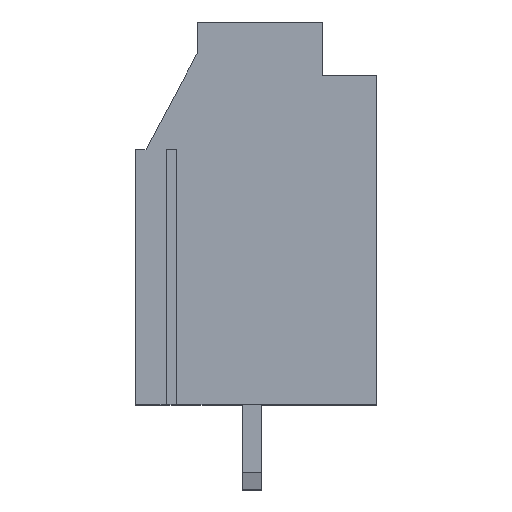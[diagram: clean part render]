
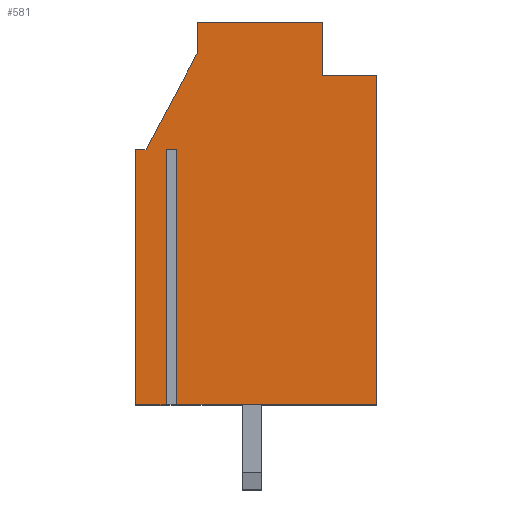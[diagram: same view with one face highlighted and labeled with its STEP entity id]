
A CAD part, top view. The second image highlights one B-rep face of the part: STEP entity #581.
In plain terms, the highlighted planar face has unit normal (0, 0, 1).
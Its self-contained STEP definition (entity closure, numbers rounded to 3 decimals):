
#581 = ADVANCED_FACE( '', ( #1116 ), #1117, .T. );
#1116 = FACE_OUTER_BOUND( '', #1625, .T. );
#1117 = PLANE( '', #1626 );
#1625 = EDGE_LOOP( '', ( #3212, #3213, #3214, #3215, #3216, #3217, #3218, #3219, #3220, #3221, #3222, #3223, #3224 ) );
#1626 = AXIS2_PLACEMENT_3D( '', #3225, #3226, #3227 );
#3212 = ORIENTED_EDGE( '', *, *, #3500, .T. );
#3213 = ORIENTED_EDGE( '', *, *, #3849, .T. );
#3214 = ORIENTED_EDGE( '', *, *, #3695, .T. );
#3215 = ORIENTED_EDGE( '', *, *, #3876, .T. );
#3216 = ORIENTED_EDGE( '', *, *, #3854, .T. );
#3217 = ORIENTED_EDGE( '', *, *, #3888, .T. );
#3218 = ORIENTED_EDGE( '', *, *, #3797, .T. );
#3219 = ORIENTED_EDGE( '', *, *, #3306, .T. );
#3220 = ORIENTED_EDGE( '', *, *, #3622, .T. );
#3221 = ORIENTED_EDGE( '', *, *, #3721, .T. );
#3222 = ORIENTED_EDGE( '', *, *, #3355, .T. );
#3223 = ORIENTED_EDGE( '', *, *, #3689, .T. );
#3224 = ORIENTED_EDGE( '', *, *, #3851, .T. );
#3225 = CARTESIAN_POINT( '', ( 5.675, 9., 2.54 ) );
#3226 = DIRECTION( '', ( 0., 0., 1. ) );
#3227 = DIRECTION( '', ( 1., 0., 0. ) );
#3306 = EDGE_CURVE( '', #3997, #3995, #3998, .T. );
#3355 = EDGE_CURVE( '', #4077, #4075, #4078, .T. );
#3500 = EDGE_CURVE( '', #4321, #4322, #4323, .T. );
#3622 = EDGE_CURVE( '', #3995, #4511, #4513, .T. );
#3689 = EDGE_CURVE( '', #4075, #4606, #4608, .T. );
#3695 = EDGE_CURVE( '', #4618, #4616, #4619, .T. );
#3721 = EDGE_CURVE( '', #4511, #4077, #4650, .T. );
#3797 = EDGE_CURVE( '', #4749, #3997, #4750, .T. );
#3849 = EDGE_CURVE( '', #4322, #4618, #4807, .T. );
#3851 = EDGE_CURVE( '', #4606, #4321, #4809, .T. );
#3854 = EDGE_CURVE( '', #4813, #4811, #4814, .T. );
#3876 = EDGE_CURVE( '', #4616, #4813, #4836, .T. );
#3888 = EDGE_CURVE( '', #4811, #4749, #4848, .T. );
#3995 = VERTEX_POINT( '', #4999 );
#3997 = VERTEX_POINT( '', #5002 );
#3998 = LINE( '', #5003, #5004 );
#4075 = VERTEX_POINT( '', #5116 );
#4077 = VERTEX_POINT( '', #5119 );
#4078 = LINE( '', #5120, #5121 );
#4321 = VERTEX_POINT( '', #5476 );
#4322 = VERTEX_POINT( '', #5477 );
#4323 = LINE( '', #5478, #5479 );
#4511 = VERTEX_POINT( '', #5756 );
#4513 = LINE( '', #5759, #5760 );
#4606 = VERTEX_POINT( '', #5897 );
#4608 = LINE( '', #5900, #5901 );
#4616 = VERTEX_POINT( '', #5913 );
#4618 = VERTEX_POINT( '', #5916 );
#4619 = LINE( '', #5917, #5918 );
#4650 = LINE( '', #5964, #5965 );
#4749 = VERTEX_POINT( '', #6111 );
#4750 = LINE( '', #6112, #6113 );
#4807 = LINE( '', #6198, #6199 );
#4809 = LINE( '', #6201, #6202 );
#4811 = VERTEX_POINT( '', #6204 );
#4813 = VERTEX_POINT( '', #6207 );
#4814 = LINE( '', #6208, #6209 );
#4836 = LINE( '', #6239, #6240 );
#4848 = LINE( '', #6252, #6253 );
#4999 = CARTESIAN_POINT( '', ( 2.9, 16.5, 2.54 ) );
#5002 = CARTESIAN_POINT( '', ( 2.9, 18., 2.54 ) );
#5003 = CARTESIAN_POINT( '', ( 2.9, 18., 2.54 ) );
#5004 = VECTOR( '', #6314, 1000. );
#5116 = CARTESIAN_POINT( '', ( 0., 0., 2.54 ) );
#5119 = CARTESIAN_POINT( '', ( 0., 12., 2.54 ) );
#5120 = CARTESIAN_POINT( '', ( 0., 12., 2.54 ) );
#5121 = VECTOR( '', #6354, 1000. );
#5476 = CARTESIAN_POINT( '', ( 1.446, 12., 2.54 ) );
#5477 = CARTESIAN_POINT( '', ( 1.954, 12., 2.54 ) );
#5478 = CARTESIAN_POINT( '', ( 1.446, 12., 2.54 ) );
#5479 = VECTOR( '', #6491, 1000. );
#5756 = CARTESIAN_POINT( '', ( 0.5, 12., 2.54 ) );
#5759 = CARTESIAN_POINT( '', ( 2.9, 16.5, 2.54 ) );
#5760 = VECTOR( '', #6609, 1000. );
#5897 = CARTESIAN_POINT( '', ( 1.446, 0., 2.54 ) );
#5900 = CARTESIAN_POINT( '', ( 0., 0., 2.54 ) );
#5901 = VECTOR( '', #6661, 1000. );
#5913 = CARTESIAN_POINT( '', ( 11.35, 0., 2.54 ) );
#5916 = CARTESIAN_POINT( '', ( 1.954, 0., 2.54 ) );
#5917 = CARTESIAN_POINT( '', ( 1.954, 0., 2.54 ) );
#5918 = VECTOR( '', #6667, 1000. );
#5964 = CARTESIAN_POINT( '', ( 0.5, 12., 2.54 ) );
#5965 = VECTOR( '', #6686, 1000. );
#6111 = CARTESIAN_POINT( '', ( 8.8, 18., 2.54 ) );
#6112 = CARTESIAN_POINT( '', ( 8.8, 18., 2.54 ) );
#6113 = VECTOR( '', #6749, 1000. );
#6198 = CARTESIAN_POINT( '', ( 1.954, 12., 2.54 ) );
#6199 = VECTOR( '', #6787, 1000. );
#6201 = CARTESIAN_POINT( '', ( 1.446, 0., 2.54 ) );
#6202 = VECTOR( '', #6788, 1000. );
#6204 = CARTESIAN_POINT( '', ( 8.8, 15.5, 2.54 ) );
#6207 = CARTESIAN_POINT( '', ( 11.35, 15.5, 2.54 ) );
#6208 = CARTESIAN_POINT( '', ( 11.35, 15.5, 2.54 ) );
#6209 = VECTOR( '', #6790, 1000. );
#6239 = CARTESIAN_POINT( '', ( 11.35, 0., 2.54 ) );
#6240 = VECTOR( '', #6799, 1000. );
#6252 = CARTESIAN_POINT( '', ( 8.8, 15.5, 2.54 ) );
#6253 = VECTOR( '', #6800, 1000. );
#6314 = DIRECTION( '', ( 0., -1., 0. ) );
#6354 = DIRECTION( '', ( 0., -1., 0. ) );
#6491 = DIRECTION( '', ( 1., 0., 0. ) );
#6609 = DIRECTION( '', ( -0.471, -0.882, 0. ) );
#6661 = DIRECTION( '', ( 1., 0., 0. ) );
#6667 = DIRECTION( '', ( 1., 0., 0. ) );
#6686 = DIRECTION( '', ( -1., 0., 0. ) );
#6749 = DIRECTION( '', ( -1., 0., 0. ) );
#6787 = DIRECTION( '', ( 0., -1., 0. ) );
#6788 = DIRECTION( '', ( 0., 1., 0. ) );
#6790 = DIRECTION( '', ( -1., 0., 0. ) );
#6799 = DIRECTION( '', ( 0., 1., 0. ) );
#6800 = DIRECTION( '', ( 0., 1., 0. ) );
